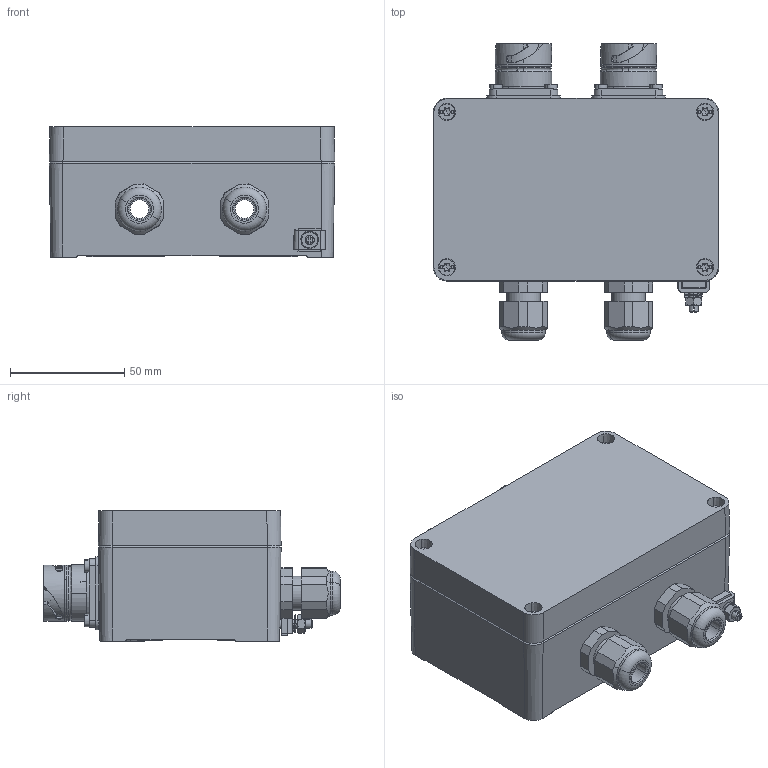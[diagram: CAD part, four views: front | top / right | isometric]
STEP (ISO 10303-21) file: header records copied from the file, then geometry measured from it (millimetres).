
FILE_DESCRIPTION(('CATIA V5 STEP Exchange','CAx-IF Rec.Pracs.--- Model Styling and Organization---1.4--- 2014-01-23'),'2;1');
FILE_NAME ('028695-3_0', '2021-02-09T08:55:36+00:00', ('none'), ('Weidmueller'), 'CATIA Version 5-6 Release 2016 SP3 HF44', 'CATIA V5 STEP AP214', 'none');
FILE_SCHEMA(('AUTOMOTIVE_DESIGN { 1 0 10303 214 1 1 1 1 }'));
Products named in the file (1): 1966330000
Bounding box: 125 x 129.86 x 57 mm (x, y, z)
Volume: 177258 mm3; surface area: 121232.5 mm2
Topology: 37 solids, 37 shells, 1861 faces, 4827 edges, 3083 vertices
Faces by surface type: plane 752, cylinder 745, torus 139, cone 121, bspline 64, sphere 32, extrusion 8
Entity records: 58553 total; most frequent: CARTESIAN_POINT 16993, ORIENTED_EDGE 9582, DIRECTION 6534, EDGE_CURVE 4791, VERTEX_POINT 3087, AXIS2_PLACEMENT_3D 2867, VECTOR 2305, LINE 2297
